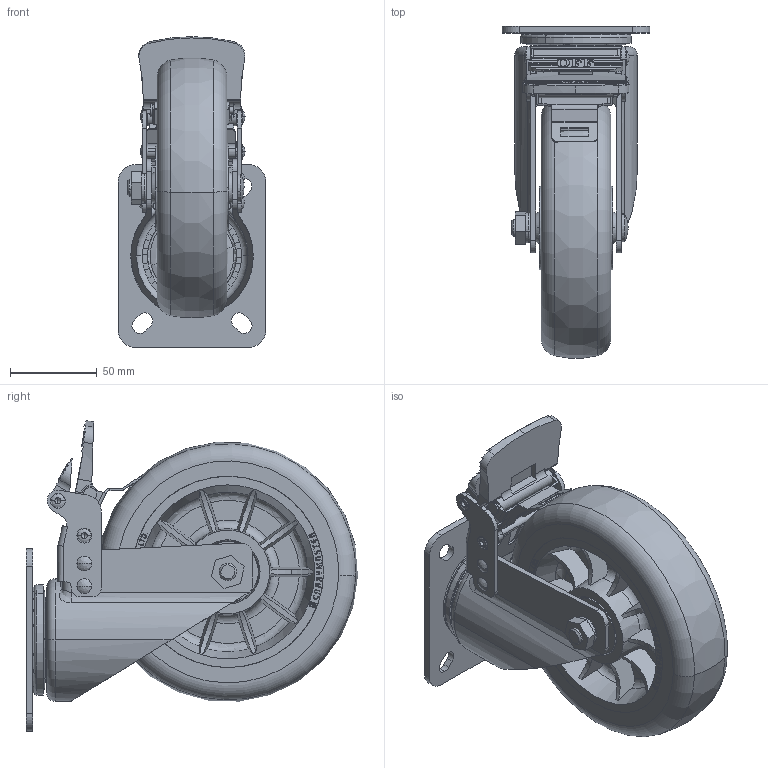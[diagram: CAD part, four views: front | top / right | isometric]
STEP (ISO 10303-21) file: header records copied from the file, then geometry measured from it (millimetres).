
FILE_DESCRIPTION (( 'STEP AP203' ), '1' );
FILE_NAME ('ACLMU-150SFB.STEP', '2015-09-23T07:09:15', ( 'WON SINCHUL' ), ( 'Hewlett-Packard Company' ), 'SwSTEP 2.0', 'SolidWorks 2015', '' );
FILE_SCHEMA (( 'CONFIG_CONTROL_DESIGN' ));
Length unit declared in the file: millimetre
Products named in the file (1): ACLMU-150SFB
Bounding box: 85 x 190.78 x 178.55 mm (x, y, z)
Volume: 737883.6 mm3; surface area: 245381.3 mm2
Topology: 40 solids, 40 shells, 2575 faces, 6927 edges, 4514 vertices
Faces by surface type: plane 1387, cylinder 556, bspline 476, torus 94, cone 62
Entity records: 90660 total; most frequent: CARTESIAN_POINT 29617, ORIENTED_EDGE 13808, DIRECTION 10906, EDGE_CURVE 6904, VERTEX_POINT 4514, VECTOR 4000, LINE 4000, AXIS2_PLACEMENT_3D 3453
